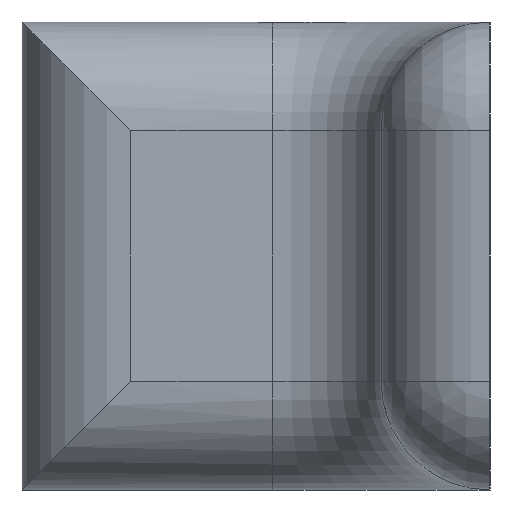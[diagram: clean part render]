
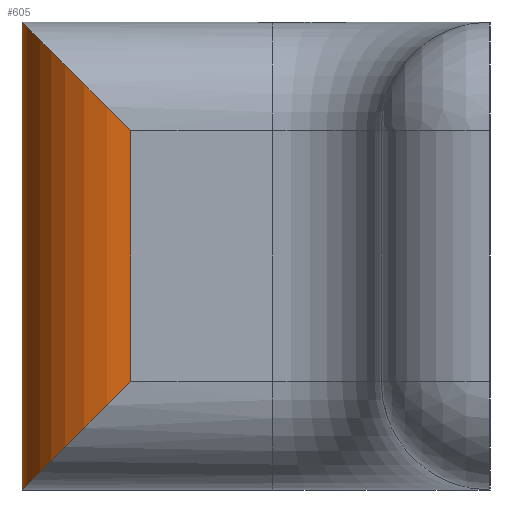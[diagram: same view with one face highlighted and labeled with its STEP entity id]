
A CAD part, left-side view. The second image highlights one B-rep face of the part: STEP entity #605.
In plain terms, the highlighted cylindrical face has radius 0.2 mm (diameter 0.4 mm), a partial arc.
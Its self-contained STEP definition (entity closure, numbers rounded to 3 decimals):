
#20=ELLIPSE('',#699,0.283,0.2);
#21=ELLIPSE('',#703,0.283,0.2);
#38=CYLINDRICAL_SURFACE('',#702,0.2);
#110=FACE_OUTER_BOUND('',#148,.T.);
#148=EDGE_LOOP('',(#502,#503,#504,#505));
#183=LINE('',#1026,#223);
#185=LINE('',#1032,#225);
#223=VECTOR('',#846,1000.);
#225=VECTOR('',#850,1000.);
#260=VERTEX_POINT('',#1003);
#266=VERTEX_POINT('',#1020);
#269=VERTEX_POINT('',#1029);
#270=VERTEX_POINT('',#1031);
#335=EDGE_CURVE('',#260,#266,#183,.T.);
#337=EDGE_CURVE('',#269,#270,#185,.T.);
#353=EDGE_CURVE('',#269,#266,#20,.T.);
#355=EDGE_CURVE('',#270,#260,#21,.T.);
#502=ORIENTED_EDGE('',*,*,#353,.T.);
#503=ORIENTED_EDGE('',*,*,#335,.F.);
#504=ORIENTED_EDGE('',*,*,#355,.F.);
#505=ORIENTED_EDGE('',*,*,#337,.F.);
#605=ADVANCED_FACE('',(#110),#38,.T.);
#699=AXIS2_PLACEMENT_3D('',#1060,#889,#890);
#702=AXIS2_PLACEMENT_3D('',#1063,#895,#896);
#703=AXIS2_PLACEMENT_3D('',#1064,#897,#898);
#846=DIRECTION('',(0.,0.,1.));
#850=DIRECTION('',(0.,0.,-1.));
#889=DIRECTION('center_axis',(0.,0.707,-0.707));
#890=DIRECTION('ref_axis',(0.,0.707,0.707));
#895=DIRECTION('center_axis',(0.,0.,-1.));
#896=DIRECTION('ref_axis',(-1.,0.,0.));
#897=DIRECTION('center_axis',(0.,-0.707,-0.707));
#898=DIRECTION('ref_axis',(0.,0.707,-0.707));
#1003=CARTESIAN_POINT('',(-0.675,0.858,-0.43));
#1020=CARTESIAN_POINT('',(-0.675,0.858,0.43));
#1026=CARTESIAN_POINT('',(-0.675,0.858,0.43));
#1029=CARTESIAN_POINT('',(-0.875,0.658,0.23));
#1031=CARTESIAN_POINT('',(-0.875,0.658,-0.23));
#1032=CARTESIAN_POINT('',(-0.875,0.658,-0.43));
#1060=CARTESIAN_POINT('Origin',(-0.675,0.658,0.23));
#1063=CARTESIAN_POINT('Origin',(-0.675,0.658,0.43));
#1064=CARTESIAN_POINT('Origin',(-0.675,0.658,-0.23));
